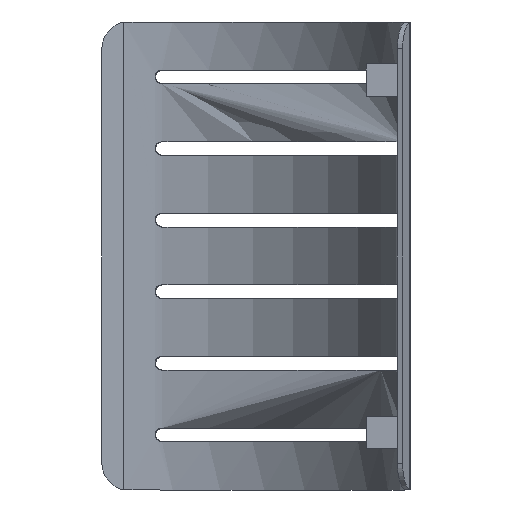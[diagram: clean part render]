
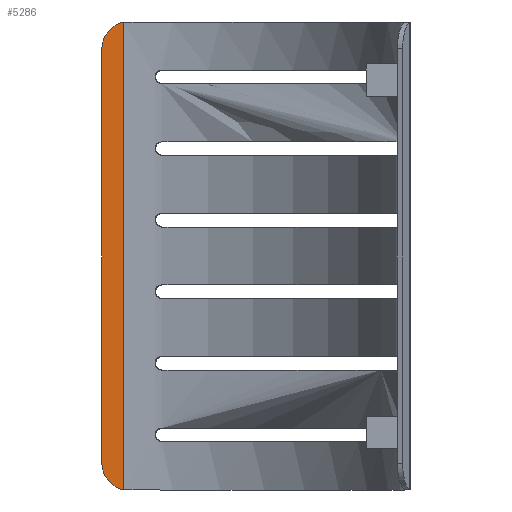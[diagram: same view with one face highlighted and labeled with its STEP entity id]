
A CAD part, front view. The second image highlights one B-rep face of the part: STEP entity #5286.
In plain terms, the highlighted planar face has unit normal (0.002, -1, 0).
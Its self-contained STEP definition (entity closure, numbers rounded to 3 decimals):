
#1621=DIRECTION('',(0.,0.,-1.));
#1622=VECTOR('',#1621,85.);
#1623=CARTESIAN_POINT('',(-108.97,-0.5,85.));
#1624=LINE('',#1623,#1622);
#1785=CARTESIAN_POINT('',(-107.969,-0.498,
80.101));
#1786=DIRECTION('',(0.002,-1.,0.));
#1787=DIRECTION('',(-0.2,0.,0.98));
#1788=AXIS2_PLACEMENT_3D('',#1785,#1786,#1787);
#1790=CARTESIAN_POINT('',(-107.969,-0.498,
4.899));
#1791=DIRECTION('',(0.002,-1.,0.));
#1792=DIRECTION('',(-1.,-0.002,0.));
#1793=AXIS2_PLACEMENT_3D('',#1790,#1791,#1792);
#1795=DIRECTION('',(0.,0.,1.));
#1796=VECTOR('',#1795,75.203);
#1797=CARTESIAN_POINT('',(-112.969,-0.507,
4.899));
#1798=LINE('',#1797,#1796);
#2500=CARTESIAN_POINT('',(-108.97,-0.5,0.));
#2502=VERTEX_POINT('',#2500);
#2513=CARTESIAN_POINT('',(-108.97,-0.5,85.));
#2514=CARTESIAN_POINT('',(-112.969,-0.507,
80.101));
#2515=VERTEX_POINT('',#2513);
#2516=VERTEX_POINT('',#2514);
#2699=CARTESIAN_POINT('',(-112.969,-0.507,
4.899));
#2700=VERTEX_POINT('',#2699);
#5272=CARTESIAN_POINT('',(-108.97,-0.5,0.));
#5273=DIRECTION('',(-0.002,1.,0.));
#5274=DIRECTION('',(-1.,-0.002,0.));
#5275=AXIS2_PLACEMENT_3D('',#5272,#5273,#5274);
#5276=PLANE('',#5275);
#5278=ORIENTED_EDGE('',*,*,#5277,.T.);
#5280=ORIENTED_EDGE('',*,*,#5279,.F.);
#5281=ORIENTED_EDGE('',*,*,#5203,.T.);
#5283=ORIENTED_EDGE('',*,*,#5282,.F.);
#5284=EDGE_LOOP('',(#5278,#5280,#5281,#5283));
#5285=FACE_OUTER_BOUND('',#5284,.F.);
#5286=ADVANCED_FACE('',(#5285),#5276,.F.);
#1789=CIRCLE('',#1788,5.);
#1794=CIRCLE('',#1793,5.);
#5203=EDGE_CURVE('',#2515,#2502,#1624,.T.);
#5277=EDGE_CURVE('',#2700,#2516,#1798,.T.);
#5279=EDGE_CURVE('',#2515,#2516,#1789,.T.);
#5282=EDGE_CURVE('',#2700,#2502,#1794,.T.);
